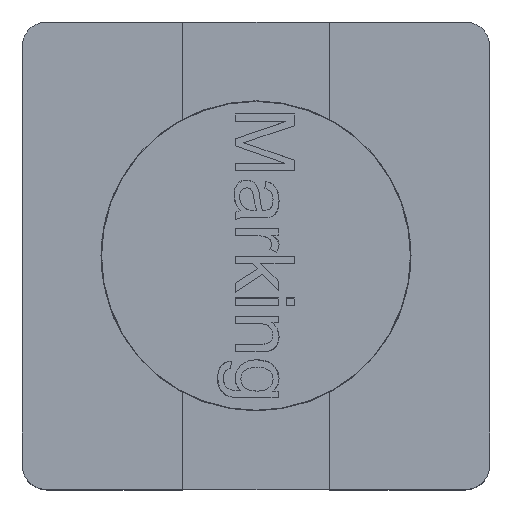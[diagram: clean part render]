
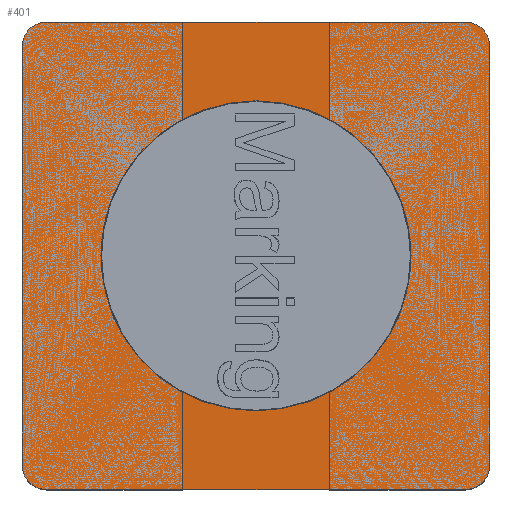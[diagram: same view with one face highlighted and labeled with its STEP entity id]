
A CAD part, top view. The second image highlights one B-rep face of the part: STEP entity #401.
In plain terms, the highlighted planar face has unit normal (0, 0, 1).
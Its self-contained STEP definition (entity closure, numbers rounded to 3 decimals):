
#401 = ADVANCED_FACE( '', ( #800, #801 ), #802, .T. );
#800 = FACE_BOUND( '', #2090, .T. );
#801 = FACE_OUTER_BOUND( '', #2091, .T. );
#802 = PLANE( '', #2092 );
#2090 = EDGE_LOOP( '', ( #3627 ) );
#2091 = EDGE_LOOP( '', ( #3628, #3629, #3630, #3631, #3632, #3633, #3634, #3635 ) );
#2092 = AXIS2_PLACEMENT_3D( '', #3636, #3637, #3638 );
#3627 = ORIENTED_EDGE( '', *, *, #4100, .T. );
#3628 = ORIENTED_EDGE( '', *, *, #4141, .T. );
#3629 = ORIENTED_EDGE( '', *, *, #3905, .T. );
#3630 = ORIENTED_EDGE( '', *, *, #4071, .T. );
#3631 = ORIENTED_EDGE( '', *, *, #3948, .T. );
#3632 = ORIENTED_EDGE( '', *, *, #3975, .T. );
#3633 = ORIENTED_EDGE( '', *, *, #3940, .T. );
#3634 = ORIENTED_EDGE( '', *, *, #3871, .T. );
#3635 = ORIENTED_EDGE( '', *, *, #4008, .T. );
#3636 = CARTESIAN_POINT( '', ( -1.9, -1.9, 0. ) );
#3637 = DIRECTION( '', ( 0., 0., 1. ) );
#3638 = DIRECTION( '', ( 1., 0., 0. ) );
#3871 = EDGE_CURVE( '', #4341, #4339, #4342, .T. );
#3905 = EDGE_CURVE( '', #4399, #4397, #4400, .T. );
#3940 = EDGE_CURVE( '', #4455, #4341, #4456, .T. );
#3948 = EDGE_CURVE( '', #4467, #4465, #4468, .T. );
#3975 = EDGE_CURVE( '', #4465, #4455, #4504, .T. );
#4008 = EDGE_CURVE( '', #4339, #4551, #4553, .T. );
#4071 = EDGE_CURVE( '', #4397, #4467, #4642, .T. );
#4100 = EDGE_CURVE( '', #4678, #4678, #4679, .T. );
#4141 = EDGE_CURVE( '', #4551, #4399, #4725, .T. );
#4339 = VERTEX_POINT( '', #5202 );
#4341 = VERTEX_POINT( '', #5205 );
#4342 = LINE( '', #5206, #5207 );
#4397 = VERTEX_POINT( '', #5306 );
#4399 = VERTEX_POINT( '', #5309 );
#4400 = CIRCLE( '', #5310, 0.2 );
#4455 = VERTEX_POINT( '', #5501 );
#4456 = CIRCLE( '', #5502, 0.2 );
#4465 = VERTEX_POINT( '', #5514 );
#4467 = VERTEX_POINT( '', #5517 );
#4468 = CIRCLE( '', #5518, 0.2 );
#4504 = LINE( '', #5608, #5609 );
#4551 = VERTEX_POINT( '', #5745 );
#4553 = CIRCLE( '', #5748, 0.2 );
#4642 = LINE( '', #6060, #6061 );
#4678 = VERTEX_POINT( '', #6135 );
#4679 = CIRCLE( '', #6136, 1.26 );
#4725 = LINE( '', #6290, #6291 );
#5202 = CARTESIAN_POINT( '', ( -1.9, -1.7, 0. ) );
#5205 = CARTESIAN_POINT( '', ( -1.9, 1.7, 0. ) );
#5206 = CARTESIAN_POINT( '', ( -1.9, 1.9, 0. ) );
#5207 = VECTOR( '', #6411, 1000. );
#5306 = CARTESIAN_POINT( '', ( 1.9, -1.7, 0. ) );
#5309 = CARTESIAN_POINT( '', ( 1.7, -1.9, 0. ) );
#5310 = AXIS2_PLACEMENT_3D( '', #6436, #6437, #6438 );
#5501 = CARTESIAN_POINT( '', ( -1.7, 1.9, 0. ) );
#5502 = AXIS2_PLACEMENT_3D( '', #6451, #6452, #6453 );
#5514 = CARTESIAN_POINT( '', ( 1.7, 1.9, 0. ) );
#5517 = CARTESIAN_POINT( '', ( 1.9, 1.7, 0. ) );
#5518 = AXIS2_PLACEMENT_3D( '', #6459, #6460, #6461 );
#5608 = CARTESIAN_POINT( '', ( 1.9, 1.9, 0. ) );
#5609 = VECTOR( '', #6468, 1000. );
#5745 = CARTESIAN_POINT( '', ( -1.7, -1.9, 0. ) );
#5748 = AXIS2_PLACEMENT_3D( '', #6487, #6488, #6489 );
#6060 = CARTESIAN_POINT( '', ( 1.9, -1.9, 0. ) );
#6061 = VECTOR( '', #6509, 1000. );
#6135 = CARTESIAN_POINT( '', ( 0., 1.26, 0. ) );
#6136 = AXIS2_PLACEMENT_3D( '', #6516, #6517, #6518 );
#6290 = CARTESIAN_POINT( '', ( -1.9, -1.9, 0. ) );
#6291 = VECTOR( '', #6535, 1000. );
#6411 = DIRECTION( '', ( 0., -1., 0. ) );
#6436 = CARTESIAN_POINT( '', ( 1.7, -1.7, 0. ) );
#6437 = DIRECTION( '', ( 0., 0., 1. ) );
#6438 = DIRECTION( '', ( 1., 0., 0. ) );
#6451 = CARTESIAN_POINT( '', ( -1.7, 1.7, 0. ) );
#6452 = DIRECTION( '', ( 0., 0., 1. ) );
#6453 = DIRECTION( '', ( 1., 0., 0. ) );
#6459 = CARTESIAN_POINT( '', ( 1.7, 1.7, 0. ) );
#6460 = DIRECTION( '', ( 0., 0., 1. ) );
#6461 = DIRECTION( '', ( 1., 0., 0. ) );
#6468 = DIRECTION( '', ( -1., 0., 0. ) );
#6487 = CARTESIAN_POINT( '', ( -1.7, -1.7, 0. ) );
#6488 = DIRECTION( '', ( 0., 0., 1. ) );
#6489 = DIRECTION( '', ( 1., 0., 0. ) );
#6509 = DIRECTION( '', ( 0., 1., 0. ) );
#6516 = CARTESIAN_POINT( '', ( 0., 0., 0. ) );
#6517 = DIRECTION( '', ( 0., 0., -1. ) );
#6518 = DIRECTION( '', ( 0., 1., 0. ) );
#6535 = DIRECTION( '', ( 1., 0., 0. ) );
